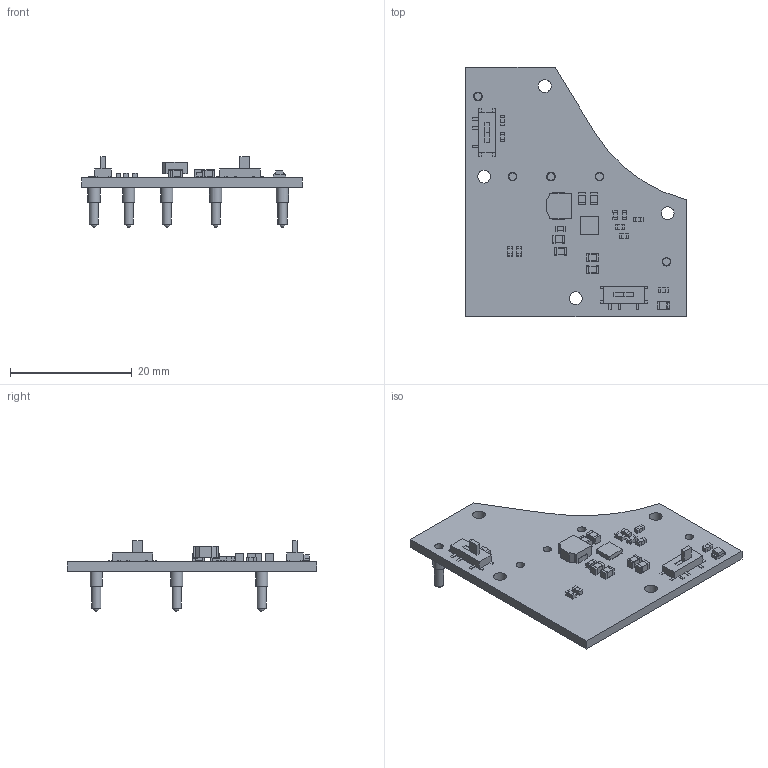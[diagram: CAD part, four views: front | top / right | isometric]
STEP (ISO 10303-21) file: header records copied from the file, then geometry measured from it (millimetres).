
FILE_DESCRIPTION(('KiCad electronic assembly'),'2;1');
FILE_NAME('pmi_charger.step','2024-05-28T23:16:28',('Pcbnew'),('Kicad'), 'Open CASCADE STEP processor 7.6','KiCad to STEP converter','Unknown' );
FILE_SCHEMA(('AUTOMOTIVE_DESIGN { 1 0 10303 214 1 1 1 1 }'));
Length unit declared in the file: millimetre
Products named in the file (18): pmi_charger 1; RC0603N_VIS; part; C_0805_2012Metric; MSS12C02LS-BB2.0; Part 1; spm4020-lr; SPM4020F; LED_0805_2012Metric; C_0603_1608Metric; RTE0016C; RTE0016C_ASM; cpg-07-th-b; pmi_charger_PCB
Assembly tree (36 placements, depth 3):
  pmi_charger 1
    RC0603N_VIS  x10
      part
    C_0805_2012Metric  x6
      C_0805_2012Metric
    MSS12C02LS-BB2.0  x2
      Part 1
    spm4020-lr
      SPM4020F
    LED_0805_2012Metric
      LED_0805_2012Metric
    C_0603_1608Metric
      C_0603_1608Metric
    RTE0016C
      RTE0016C_ASM
    cpg-07-th-b  x5
      Part 1
    pmi_charger_PCB
Bounding box: 36.25 x 40.95 x 11.6 mm (x, y, z)
Volume: 2053.2 mm3; surface area: 3298.5 mm2
Topology: 69 solids, 69 shells, 845 faces, 2009 edges, 1336 vertices
Faces by surface type: plane 678, cylinder 162, sphere 5
Full cylindrical faces by diameter (mm): 0.2 x5, 0.73 x4, 0.8 x4, 1.25 x5, 1.4 x5, 1.5 x5, 2 x5, 2.1 x4
Entity records: 15680 total; most frequent: CARTESIAN_POINT 2452, DIRECTION 2345, ORIENTED_EDGE 2326, EDGE_CURVE 1163, LINE 979, VECTOR 979, VERTEX_POINT 773, AXIS2_PLACEMENT_3D 683
